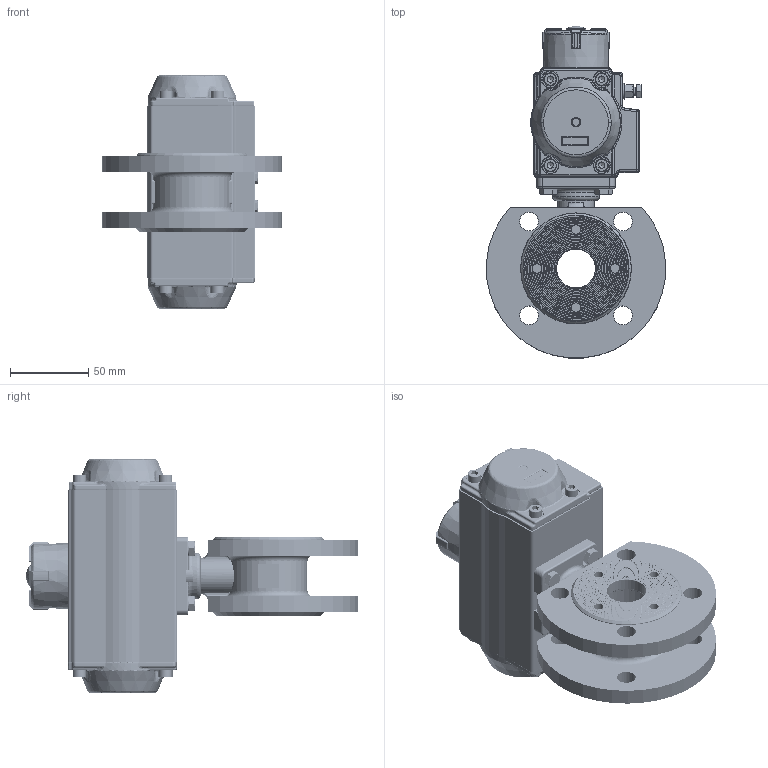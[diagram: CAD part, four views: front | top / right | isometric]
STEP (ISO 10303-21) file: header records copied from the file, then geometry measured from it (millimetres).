
FILE_DESCRIPTION(/* description */ ('Unknown'),/* implementation_level */ '2;1');
FILE_NAME(/* name */ 'PD02 0939-06',/* time_stamp */ '2025-02-25T11:39:53+01:00',/* author */ ('Unknown'),/* organization */ ('Unknown'),/* preprocessor_version */ 'ST-DEVELOPER v19.4',/* originating_system */ 'Solid Edge',/* authorisation */ 'Unknown');
FILE_SCHEMA (('AUTOMOTIVE_DESIGN {1 0 10303 214 3 1 1}'));
Products named in the file (24): PD02 0939-06; 939-06_(8M.460.025); Body; Cap; Nut Stopper; Bellevlle Washer; Stem; Plate Washer; Small hex thin nuts-Fine pitch thread GB_GB_FASTENER_NUT_SSFNTT M14X1.
0-N; DIN 933 M6x20 A2-70 BLK_EDST; PD02_PE01; vt50-2016-06-25; hex bolt gradeab_din_ISO 4014 - M5 x 25 x 16-N; huosai50; vt50-2016-06-25 _______MIR; zhou50; VTE50____; plain washers-n series-grade a gb_GB_FASTENER_WASHER_PWNA 5; hex nut gradec_din_Hexagon Nut ISO 4034 - M5 - N; Optische Anzeige; ______; ________(___________; cup head nib bolts with large head gb_GB_FASTENER_BOLT_CHNBW M6X25-N; socket head cap screw_din_DIN 912 M5 x 16 --- 16N
Assembly tree (40 placements, depth 4):
  PD02 0939-06
    939-06_(8M.460.025)
      Body
      Cap
      Nut Stopper
      Bellevlle Washer
      Stem
      Plate Washer
      Small hex thin nuts-Fine pitch thread GB_GB_FASTENER_NUT_SSFNTT M14X1.
0-N
    DIN 933 M6x20 A2-70 BLK_EDST  x4
    PD02_PE01
      vt50-2016-06-25
      hex bolt gradeab_din_ISO 4014 - M5 x 25 x 16-N  x2
      huosai50  x2
      vt50-2016-06-25 _______MIR
      zhou50
      VTE50____
      plain washers-n series-grade a gb_GB_FASTENER_WASHER_PWNA 5  x2
      hex nut gradec_din_Hexagon Nut ISO 4034 - M5 - N  x2
      Optische Anzeige
        ______
        ________(___________  x4
        cup head nib bolts with large head gb_GB_FASTENER_BOLT_CHNBW M6X25-N
      socket head cap screw_din_DIN 912 M5 x 16 --- 16N  x8
Bounding box: 114.8 x 212.59 x 149.4 mm (x, y, z)
Volume: 618104.1 mm3; surface area: 224222 mm2
Topology: 38 solids, 38 shells, 3021 faces, 7450 edges, 4632 vertices
Faces by surface type: plane 1109, cylinder 784, bspline 506, torus 322, cone 271, sphere 29
Full cylindrical faces by diameter (mm): 2.5 x2, 3 x16, 3.3 x8, 4.134 x20, 4.2 x2, 4.66 x1, 4.917 x7, 5 x13, 5.3 x2, 5.5 x1, 6 x9, 6.2 x1, 8 x2, 8.5 x8, 8.566 x2, 10 x8, 11 x2, 11.4 x1, 12 x10, 12.5 x2, 12.9 x1, 12.917 x1, 13 x12, 13.5 x2, 14 x8, 14.1 x1, 14.3 x1, 14.4 x1, 16.5 x2, 17 x1
Entity records: 109443 total; most frequent: CARTESIAN_POINT 60755, ORIENTED_EDGE 10256, DIRECTION 8811, EDGE_CURVE 5128, VERTEX_POINT 3430, AXIS2_PLACEMENT_3D 3357, FACE_BOUND 2786, EDGE_LOOP 2765
